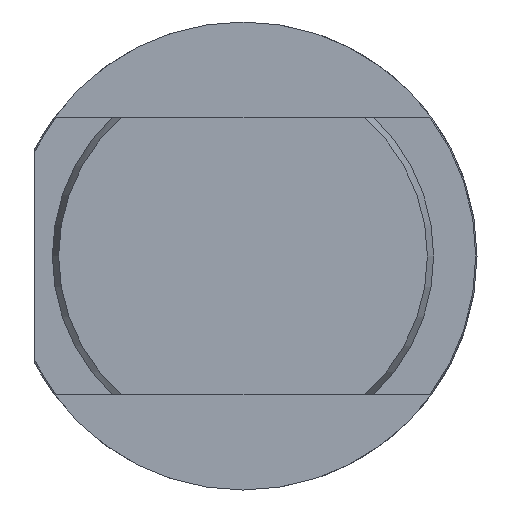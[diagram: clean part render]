
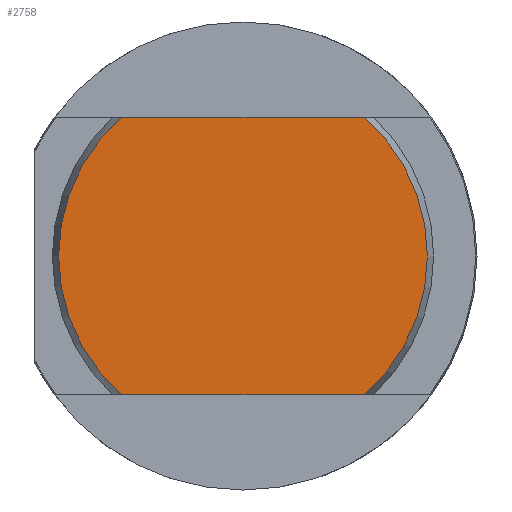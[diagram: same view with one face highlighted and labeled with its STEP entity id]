
A CAD part, left-side view. The second image highlights one B-rep face of the part: STEP entity #2758.
In plain terms, the highlighted planar face has unit normal (-1, 0, 0).
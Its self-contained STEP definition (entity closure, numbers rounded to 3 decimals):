
#149 = CARTESIAN_POINT ( 'NONE',  ( 0., 0., 0. ) ) ;
#154 = CARTESIAN_POINT ( 'NONE',  ( 0., 12.75, 8. ) ) ;
#159 = DIRECTION ( 'NONE',  ( -1., 0., 0. ) ) ;
#160 = DIRECTION ( 'NONE',  ( 0., 0., -1. ) ) ;
#165 = DIRECTION ( 'NONE',  ( 0., -1., 0. ) ) ;
#931 = FACE_OUTER_BOUND ( 'NONE', #3028, .T. ) ;
#1252 = VECTOR ( 'NONE', #3422, 1000. ) ;
#1273 = LINE ( 'NONE', #3416, #1252 ) ;
#1296 = VECTOR ( 'NONE', #165, 1000. ) ;
#1297 = CIRCLE ( 'NONE', #3726, 10.636 ) ;
#1298 = LINE ( 'NONE', #154, #1296 ) ;
#1343 = CIRCLE ( 'NONE', #3527, 10.636 ) ;
#1534 = VERTEX_POINT ( 'NONE', #1937 ) ;
#1552 = VERTEX_POINT ( 'NONE', #1751 ) ;
#1553 = VERTEX_POINT ( 'NONE', #1746 ) ;
#1562 = VERTEX_POINT ( 'NONE', #1842 ) ;
#1746 = CARTESIAN_POINT ( 'NONE',  ( 0., -7.009, 8. ) ) ;
#1751 = CARTESIAN_POINT ( 'NONE',  ( 0., 7.009, -8. ) ) ;
#1842 = CARTESIAN_POINT ( 'NONE',  ( 0., 7.009, 8. ) ) ;
#1926 = DIRECTION ( 'NONE',  ( 0., 0., -1. ) ) ;
#1927 = DIRECTION ( 'NONE',  ( 1., 0., 0. ) ) ;
#1937 = CARTESIAN_POINT ( 'NONE',  ( 0., -7.009, -8. ) ) ;
#2075 = CARTESIAN_POINT ( 'NONE',  ( 0., 0., 0. ) ) ;
#2096 = PLANE ( 'NONE',  #4041 ) ;
#2540 = CARTESIAN_POINT ( 'NONE',  ( 0., 0., 0. ) ) ;
#2629 = DIRECTION ( 'NONE',  ( 0., 0., -1. ) ) ;
#2652 = DIRECTION ( 'NONE',  ( -1., 0., 0. ) ) ;
#2758 = ADVANCED_FACE ( 'NONE', ( #931 ), #2096, .F. ) ;
#2856 = ORIENTED_EDGE ( 'NONE', *, *, #3744, .T. ) ;
#2882 = ORIENTED_EDGE ( 'NONE', *, *, #3567, .F. ) ;
#2912 = ORIENTED_EDGE ( 'NONE', *, *, #3746, .F. ) ;
#3028 = EDGE_LOOP ( 'NONE', ( #2856, #2882, #3158, #2912 ) ) ;
#3158 = ORIENTED_EDGE ( 'NONE', *, *, #3514, .T. ) ;
#3416 = CARTESIAN_POINT ( 'NONE',  ( 0., 12.75, -8. ) ) ;
#3422 = DIRECTION ( 'NONE',  ( 0., 1., 0. ) ) ;
#3514 = EDGE_CURVE ( 'NONE', #1534, #1553, #1343, .T. ) ;
#3527 = AXIS2_PLACEMENT_3D ( 'NONE', #2540, #2652, #2629 ) ;
#3567 = EDGE_CURVE ( 'NONE', #1534, #1552, #1273, .T. ) ;
#3726 = AXIS2_PLACEMENT_3D ( 'NONE', #149, #159, #160 ) ;
#3744 = EDGE_CURVE ( 'NONE', #1562, #1552, #1297, .T. ) ;
#3746 = EDGE_CURVE ( 'NONE', #1562, #1553, #1298, .T. ) ;
#4041 = AXIS2_PLACEMENT_3D ( 'NONE', #2075, #1927, #1926 ) ;
